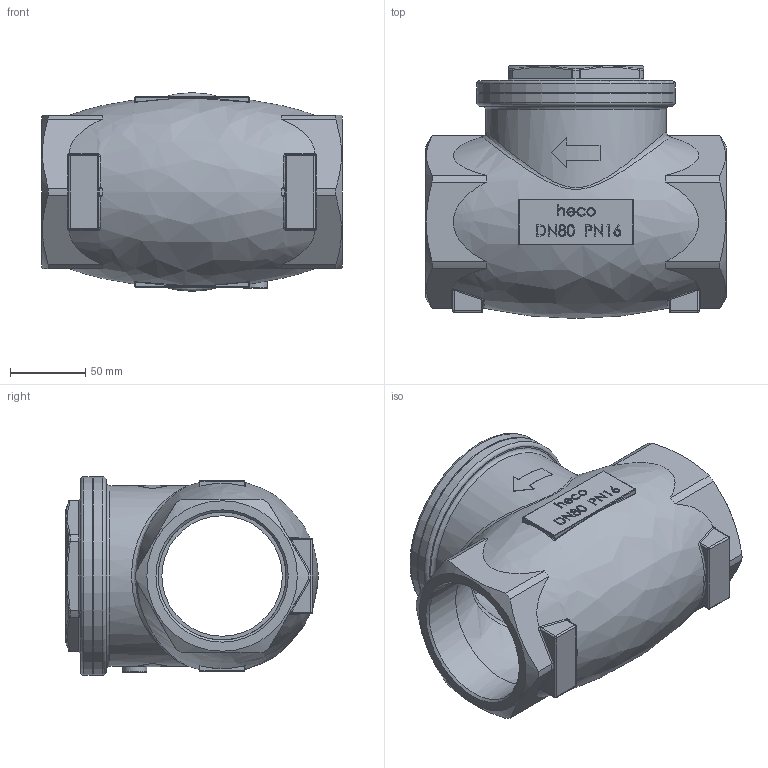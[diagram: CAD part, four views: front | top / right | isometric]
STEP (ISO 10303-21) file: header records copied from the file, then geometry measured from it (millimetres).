
FILE_DESCRIPTION (( 'STEP AP214' ), '1' );
FILE_NAME ('RÜ-300-000-4 Rückschlagklappe heco step214.STEP', '2012-10-10T09:58:42', ( 'test' ), ( '' ), 'SwSTEP 2.0', 'SolidWorks 2011', '' );
FILE_SCHEMA (( 'AUTOMOTIVE_DESIGN' ));
Length unit declared in the file: millimetre
Products named in the file (1): RÜ-300-000-4 Rückschlagklappe heco step214
Bounding box: 200 x 168 x 132 mm (x, y, z)
Volume: 1022541.1 mm3; surface area: 186645.6 mm2
Topology: 1 solids, 1 shells, 667 faces, 1654 edges, 1026 vertices
Faces by surface type: bspline 258, plane 234, cylinder 98, sphere 34, torus 30, cone 13
Full cylindrical faces by diameter (mm): 16 x1, 17.5 x1, 80 x1, 84.92 x2, 86 x1, 98 x1, 120 x1, 132 x2
Entity records: 42216 total; most frequent: CARTESIAN_POINT 21181, ORIENTED_EDGE 3180, DIRECTION 2087, EDGE_CURVE 1590, VERTEX_POINT 1012, EDGE_LOOP 756, VECTOR 725, LINE 725
